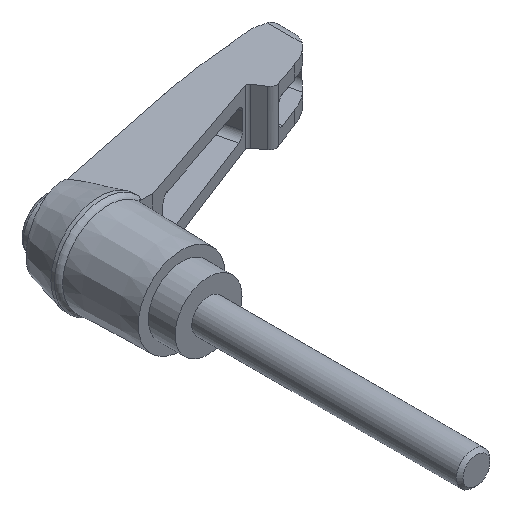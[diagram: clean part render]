
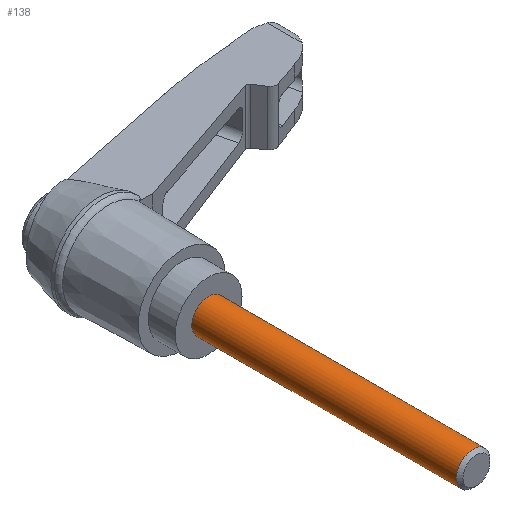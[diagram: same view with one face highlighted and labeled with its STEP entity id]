
A CAD part, isometric view. The second image highlights one B-rep face of the part: STEP entity #138.
In plain terms, the highlighted cylindrical face has radius 2.5 mm (diameter 5 mm), a full revolution.
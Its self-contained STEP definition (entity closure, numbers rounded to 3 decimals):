
#138 = ADVANCED_FACE( '', ( #339, #340 ), #341, .T. );
#339 = FACE_OUTER_BOUND( '', #610, .T. );
#340 = FACE_OUTER_BOUND( '', #611, .T. );
#341 = CYLINDRICAL_SURFACE( '', #612, 2.5 );
#610 = EDGE_LOOP( '', ( #967 ) );
#611 = EDGE_LOOP( '', ( #968 ) );
#612 = AXIS2_PLACEMENT_3D( '', #969, #970, #971 );
#967 = ORIENTED_EDGE( '', *, *, #1681, .F. );
#968 = ORIENTED_EDGE( '', *, *, #1682, .T. );
#969 = CARTESIAN_POINT( '', ( 0., -40., 0. ) );
#970 = DIRECTION( '', ( 0., 1., 0. ) );
#971 = DIRECTION( '', ( 0., 0., -1. ) );
#1681 = EDGE_CURVE( '', #2045, #2045, #2046, .T. );
#1682 = EDGE_CURVE( '', #2047, #2047, #2048, .F. );
#2045 = VERTEX_POINT( '', #2556 );
#2046 = CIRCLE( '', #2557, 2.5 );
#2047 = VERTEX_POINT( '', #2558 );
#2048 = CIRCLE( '', #2559, 2.5 );
#2556 = CARTESIAN_POINT( '', ( 0., -39.51, -2.5 ) );
#2557 = AXIS2_PLACEMENT_3D( '', #3171, #3172, #3173 );
#2558 = CARTESIAN_POINT( '', ( -2.5, 0., 0. ) );
#2559 = AXIS2_PLACEMENT_3D( '', #3174, #3175, #3176 );
#3171 = CARTESIAN_POINT( '', ( 0., -39.51, 0. ) );
#3172 = DIRECTION( '', ( 0., -1., 0. ) );
#3173 = DIRECTION( '', ( 0., 0., -1. ) );
#3174 = CARTESIAN_POINT( '', ( 0., 0., 0. ) );
#3175 = DIRECTION( '', ( 0., 1., 0. ) );
#3176 = DIRECTION( '', ( -1., 0., 0. ) );
